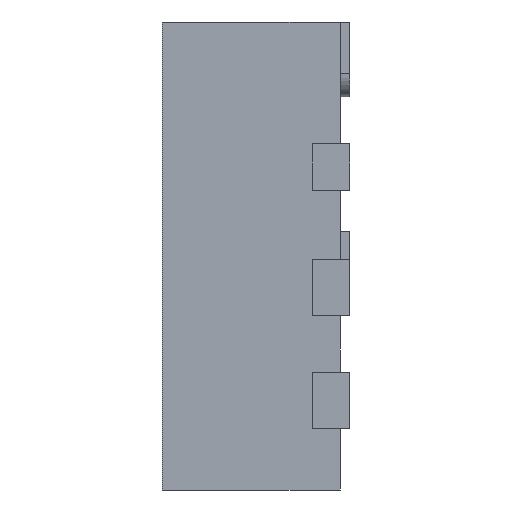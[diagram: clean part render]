
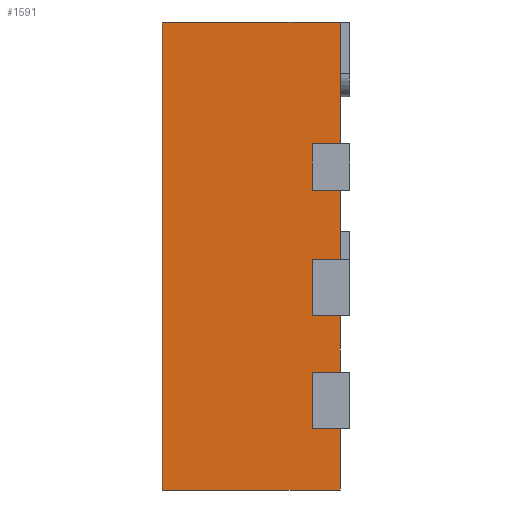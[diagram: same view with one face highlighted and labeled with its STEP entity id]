
A CAD part, left-side view. The second image highlights one B-rep face of the part: STEP entity #1591.
In plain terms, the highlighted planar face has unit normal (-1, 0, 0).
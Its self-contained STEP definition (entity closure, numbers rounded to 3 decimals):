
#34 = DIRECTION ( 'NONE',  ( 0., -1., 0. ) ) ;
#43 = ORIENTED_EDGE ( 'NONE', *, *, #2141, .T. ) ;
#48 = VECTOR ( 'NONE', #2150, 1000. ) ;
#123 = DIRECTION ( 'NONE',  ( 0., 0., -1. ) ) ;
#141 = DIRECTION ( 'NONE',  ( 0., -1., 0. ) ) ;
#172 = CARTESIAN_POINT ( 'NONE',  ( -1.25, 1., 1.25 ) ) ;
#187 = LINE ( 'NONE', #710, #2729 ) ;
#251 = LINE ( 'NONE', #2823, #918 ) ;
#294 = EDGE_CURVE ( 'NONE', #2084, #1327, #630, .T. ) ;
#328 = EDGE_CURVE ( 'NONE', #3523, #615, #187, .T. ) ;
#333 = VERTEX_POINT ( 'NONE', #2445 ) ;
#398 = LINE ( 'NONE', #3266, #1811 ) ;
#408 = VECTOR ( 'NONE', #3196, 1000. ) ;
#465 = VECTOR ( 'NONE', #1116, 1000. ) ;
#544 = VECTOR ( 'NONE', #1551, 1000. ) ;
#576 = VERTEX_POINT ( 'NONE', #2393 ) ;
#584 = ORIENTED_EDGE ( 'NONE', *, *, #786, .T. ) ;
#610 = VERTEX_POINT ( 'NONE', #2643 ) ;
#615 = VERTEX_POINT ( 'NONE', #2386 ) ;
#630 = LINE ( 'NONE', #3028, #544 ) ;
#636 = EDGE_CURVE ( 'NONE', #3343, #576, #3156, .T. ) ;
#646 = CARTESIAN_POINT ( 'NONE',  ( -1.25, 0.05, -0.92 ) ) ;
#665 = EDGE_CURVE ( 'NONE', #2470, #333, #3205, .T. ) ;
#670 = LINE ( 'NONE', #172, #2088 ) ;
#695 = VERTEX_POINT ( 'NONE', #3280 ) ;
#696 = EDGE_CURVE ( 'NONE', #2764, #2165, #398, .T. ) ;
#710 = CARTESIAN_POINT ( 'NONE',  ( -1.25, 0.05, 1.25 ) ) ;
#786 = EDGE_CURVE ( 'NONE', #3300, #2018, #2841, .T. ) ;
#809 = EDGE_CURVE ( 'NONE', #695, #610, #251, .T. ) ;
#852 = VECTOR ( 'NONE', #123, 1000. ) ;
#892 = ORIENTED_EDGE ( 'NONE', *, *, #2689, .F. ) ;
#896 = ORIENTED_EDGE ( 'NONE', *, *, #3168, .T. ) ;
#902 = CARTESIAN_POINT ( 'NONE',  ( -1.25, 0.2, -0.92 ) ) ;
#918 = VECTOR ( 'NONE', #3403, 1000. ) ;
#940 = EDGE_CURVE ( 'NONE', #3300, #2764, #1004, .T. ) ;
#950 = CARTESIAN_POINT ( 'NONE',  ( -1.25, 0.05, 1.25 ) ) ;
#962 = VECTOR ( 'NONE', #1553, 1000. ) ;
#1002 = DIRECTION ( 'NONE',  ( 0., -1., 0. ) ) ;
#1004 = LINE ( 'NONE', #902, #1192 ) ;
#1022 = CARTESIAN_POINT ( 'NONE',  ( -1.25, 0.2, 0.6 ) ) ;
#1029 = VERTEX_POINT ( 'NONE', #1610 ) ;
#1076 = CARTESIAN_POINT ( 'NONE',  ( -1.25, 0.05, -1.25 ) ) ;
#1079 = VECTOR ( 'NONE', #2258, 1000. ) ;
#1116 = DIRECTION ( 'NONE',  ( 0., -1., 0. ) ) ;
#1187 = CARTESIAN_POINT ( 'NONE',  ( -1.25, 0.05, 1.25 ) ) ;
#1192 = VECTOR ( 'NONE', #1421, 1000. ) ;
#1252 = CARTESIAN_POINT ( 'NONE',  ( -1.25, 0.2, 0.6 ) ) ;
#1314 = VECTOR ( 'NONE', #2289, 1000. ) ;
#1327 = VERTEX_POINT ( 'NONE', #1971 ) ;
#1342 = CARTESIAN_POINT ( 'NONE',  ( -1.25, 2.94, -0.02 ) ) ;
#1397 = ORIENTED_EDGE ( 'NONE', *, *, #1920, .F. ) ;
#1416 = CARTESIAN_POINT ( 'NONE',  ( -1.25, 2.94, 0.6 ) ) ;
#1421 = DIRECTION ( 'NONE',  ( 0., 0., -1. ) ) ;
#1476 = VECTOR ( 'NONE', #3459, 1000. ) ;
#1489 = CARTESIAN_POINT ( 'NONE',  ( -1.25, 2.94, 0.35 ) ) ;
#1536 = CARTESIAN_POINT ( 'NONE',  ( -1.25, 0.2, -0.62 ) ) ;
#1551 = DIRECTION ( 'NONE',  ( 0., 1., 0. ) ) ;
#1553 = DIRECTION ( 'NONE',  ( 0., 0., -1. ) ) ;
#1561 = ORIENTED_EDGE ( 'NONE', *, *, #940, .F. ) ;
#1591 = ADVANCED_FACE ( 'NONE', ( #2456 ), #2146, .T. ) ;
#1610 = CARTESIAN_POINT ( 'NONE',  ( -1.25, 1., 1.25 ) ) ;
#1692 = ORIENTED_EDGE ( 'NONE', *, *, #1780, .T. ) ;
#1751 = LINE ( 'NONE', #1416, #465 ) ;
#1780 = EDGE_CURVE ( 'NONE', #3343, #610, #1751, .T. ) ;
#1811 = VECTOR ( 'NONE', #1002, 1000. ) ;
#1837 = DIRECTION ( 'NONE',  ( 0., 0., 1. ) ) ;
#1842 = CARTESIAN_POINT ( 'NONE',  ( -1.25, -3.536, 1.25 ) ) ;
#1920 = EDGE_CURVE ( 'NONE', #576, #3523, #3530, .T. ) ;
#1971 = CARTESIAN_POINT ( 'NONE',  ( -1.25, 1., -1.25 ) ) ;
#2018 = VERTEX_POINT ( 'NONE', #2164 ) ;
#2025 = EDGE_CURVE ( 'NONE', #1327, #1029, #670, .T. ) ;
#2055 = ORIENTED_EDGE ( 'NONE', *, *, #3446, .F. ) ;
#2084 = VERTEX_POINT ( 'NONE', #1076 ) ;
#2088 = VECTOR ( 'NONE', #1837, 1000. ) ;
#2141 = EDGE_CURVE ( 'NONE', #695, #1029, #2960, .T. ) ;
#2146 = PLANE ( 'NONE',  #2586 ) ;
#2150 = DIRECTION ( 'NONE',  ( 0., -1., 0. ) ) ;
#2164 = CARTESIAN_POINT ( 'NONE',  ( -1.25, 0.05, -0.62 ) ) ;
#2165 = VERTEX_POINT ( 'NONE', #646 ) ;
#2212 = CARTESIAN_POINT ( 'NONE',  ( -1.25, 0.2, -0.02 ) ) ;
#2258 = DIRECTION ( 'NONE',  ( 0., 1., 0. ) ) ;
#2289 = DIRECTION ( 'NONE',  ( 0., 0., -1. ) ) ;
#2383 = VECTOR ( 'NONE', #141, 1000. ) ;
#2386 = CARTESIAN_POINT ( 'NONE',  ( -1.25, 0.05, -0.02 ) ) ;
#2393 = CARTESIAN_POINT ( 'NONE',  ( -1.25, 0.2, 0.35 ) ) ;
#2395 = CARTESIAN_POINT ( 'NONE',  ( -1.25, 0.2, -0.92 ) ) ;
#2404 = DIRECTION ( 'NONE',  ( -1., 0., 0. ) ) ;
#2431 = EDGE_LOOP ( 'NONE', ( #3066, #892, #896, #3070, #1397, #3636, #1692, #2873, #43, #2840, #2863, #3438, #3607, #1561, #584, #2055 ) ) ;
#2445 = CARTESIAN_POINT ( 'NONE',  ( -1.25, 0.05, -0.32 ) ) ;
#2456 = FACE_OUTER_BOUND ( 'NONE', #2431, .T. ) ;
#2470 = VERTEX_POINT ( 'NONE', #3223 ) ;
#2529 = CARTESIAN_POINT ( 'NONE',  ( -1.25, -3.536, 1.25 ) ) ;
#2586 = AXIS2_PLACEMENT_3D ( 'NONE', #1842, #2404, #3084 ) ;
#2643 = CARTESIAN_POINT ( 'NONE',  ( -1.25, 0.05, 0.6 ) ) ;
#2667 = VERTEX_POINT ( 'NONE', #2212 ) ;
#2689 = EDGE_CURVE ( 'NONE', #2667, #2470, #2874, .T. ) ;
#2729 = VECTOR ( 'NONE', #3018, 1000. ) ;
#2764 = VERTEX_POINT ( 'NONE', #2395 ) ;
#2823 = CARTESIAN_POINT ( 'NONE',  ( -1.25, 0.05, 1.25 ) ) ;
#2840 = ORIENTED_EDGE ( 'NONE', *, *, #2025, .F. ) ;
#2841 = LINE ( 'NONE', #3290, #48 ) ;
#2863 = ORIENTED_EDGE ( 'NONE', *, *, #294, .F. ) ;
#2873 = ORIENTED_EDGE ( 'NONE', *, *, #809, .F. ) ;
#2874 = LINE ( 'NONE', #3447, #1476 ) ;
#2960 = LINE ( 'NONE', #2529, #1079 ) ;
#3018 = DIRECTION ( 'NONE',  ( 0., 0., -1. ) ) ;
#3028 = CARTESIAN_POINT ( 'NONE',  ( -1.25, -3.536, -1.25 ) ) ;
#3066 = ORIENTED_EDGE ( 'NONE', *, *, #665, .F. ) ;
#3070 = ORIENTED_EDGE ( 'NONE', *, *, #328, .F. ) ;
#3084 = DIRECTION ( 'NONE',  ( 0., 0., 1. ) ) ;
#3133 = LINE ( 'NONE', #1187, #1314 ) ;
#3156 = LINE ( 'NONE', #1252, #962 ) ;
#3168 = EDGE_CURVE ( 'NONE', #2667, #615, #3631, .T. ) ;
#3196 = DIRECTION ( 'NONE',  ( 0., -1., 0. ) ) ;
#3205 = LINE ( 'NONE', #3526, #2383 ) ;
#3223 = CARTESIAN_POINT ( 'NONE',  ( -1.25, 0.2, -0.32 ) ) ;
#3260 = EDGE_CURVE ( 'NONE', #2165, #2084, #3367, .T. ) ;
#3266 = CARTESIAN_POINT ( 'NONE',  ( -1.25, 2.94, -0.92 ) ) ;
#3280 = CARTESIAN_POINT ( 'NONE',  ( -1.25, 0.05, 1.25 ) ) ;
#3290 = CARTESIAN_POINT ( 'NONE',  ( -1.25, 2.94, -0.62 ) ) ;
#3300 = VERTEX_POINT ( 'NONE', #1536 ) ;
#3343 = VERTEX_POINT ( 'NONE', #1022 ) ;
#3367 = LINE ( 'NONE', #950, #852 ) ;
#3403 = DIRECTION ( 'NONE',  ( 0., 0., -1. ) ) ;
#3438 = ORIENTED_EDGE ( 'NONE', *, *, #3260, .F. ) ;
#3446 = EDGE_CURVE ( 'NONE', #333, #2018, #3133, .T. ) ;
#3447 = CARTESIAN_POINT ( 'NONE',  ( -1.25, 0.2, -0.02 ) ) ;
#3450 = CARTESIAN_POINT ( 'NONE',  ( -1.25, 0.05, 0.35 ) ) ;
#3459 = DIRECTION ( 'NONE',  ( 0., 0., -1. ) ) ;
#3523 = VERTEX_POINT ( 'NONE', #3450 ) ;
#3526 = CARTESIAN_POINT ( 'NONE',  ( -1.25, 2.94, -0.32 ) ) ;
#3530 = LINE ( 'NONE', #1489, #408 ) ;
#3551 = VECTOR ( 'NONE', #34, 1000. ) ;
#3607 = ORIENTED_EDGE ( 'NONE', *, *, #696, .F. ) ;
#3631 = LINE ( 'NONE', #1342, #3551 ) ;
#3636 = ORIENTED_EDGE ( 'NONE', *, *, #636, .F. ) ;
